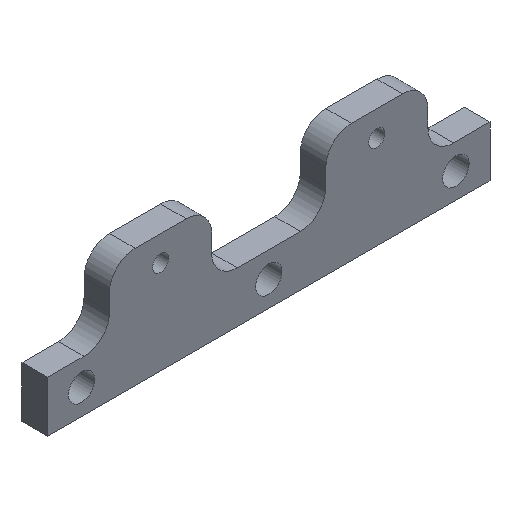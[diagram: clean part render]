
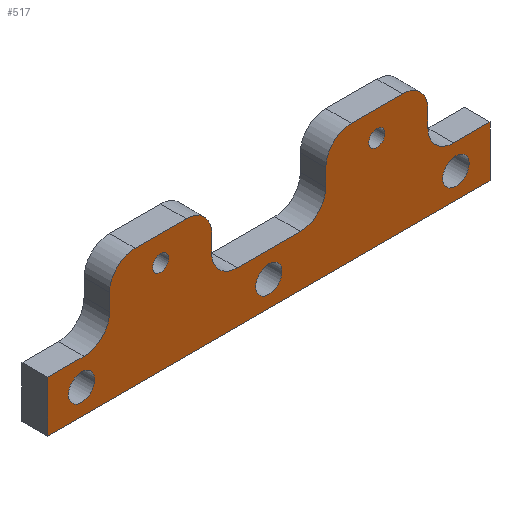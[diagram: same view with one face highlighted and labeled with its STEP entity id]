
A CAD part, isometric view. The second image highlights one B-rep face of the part: STEP entity #517.
In plain terms, the highlighted planar face has unit normal (0, -1, 0).
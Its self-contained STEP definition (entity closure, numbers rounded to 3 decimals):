
#15=FACE_BOUND('',#69,.T.);
#16=FACE_BOUND('',#70,.T.);
#17=FACE_BOUND('',#71,.T.);
#18=FACE_BOUND('',#72,.T.);
#19=FACE_BOUND('',#73,.T.);
#26=PLANE('',#560);
#41=FACE_OUTER_BOUND('',#68,.T.);
#68=EDGE_LOOP('',(#360,#361,#362,#363,#364,#365,#366,#367,#368,#369,#370,
#371,#372,#373,#374,#375,#376,#377,#378,#379));
#69=EDGE_LOOP('',(#380));
#70=EDGE_LOOP('',(#381));
#71=EDGE_LOOP('',(#382));
#72=EDGE_LOOP('',(#383));
#73=EDGE_LOOP('',(#384));
#105=LINE('',#778,#154);
#108=LINE('',#784,#157);
#109=LINE('',#788,#158);
#110=LINE('',#792,#159);
#111=LINE('',#796,#160);
#112=LINE('',#800,#161);
#113=LINE('',#804,#162);
#114=LINE('',#806,#163);
#115=LINE('',#808,#164);
#116=LINE('',#810,#165);
#117=LINE('',#812,#166);
#118=LINE('',#816,#167);
#154=VECTOR('',#621,10.);
#157=VECTOR('',#626,10.);
#158=VECTOR('',#629,10.);
#159=VECTOR('',#632,10.);
#160=VECTOR('',#635,10.);
#161=VECTOR('',#638,10.);
#162=VECTOR('',#641,10.);
#163=VECTOR('',#642,10.);
#164=VECTOR('',#643,10.);
#165=VECTOR('',#644,10.);
#166=VECTOR('',#645,10.);
#167=VECTOR('',#648,10.);
#202=CIRCLE('',#558,3.);
#203=CIRCLE('',#561,3.);
#204=CIRCLE('',#562,3.);
#205=CIRCLE('',#563,3.);
#206=CIRCLE('',#564,3.);
#207=CIRCLE('',#565,3.);
#208=CIRCLE('',#566,3.);
#209=CIRCLE('',#567,3.);
#210=CIRCLE('',#568,1.55);
#211=CIRCLE('',#569,1.55);
#212=CIRCLE('',#570,1.55);
#213=CIRCLE('',#571,0.95);
#214=CIRCLE('',#572,0.95);
#229=VERTEX_POINT('',#771);
#230=VERTEX_POINT('',#773);
#231=VERTEX_POINT('',#777);
#233=VERTEX_POINT('',#783);
#234=VERTEX_POINT('',#785);
#235=VERTEX_POINT('',#787);
#236=VERTEX_POINT('',#789);
#237=VERTEX_POINT('',#791);
#238=VERTEX_POINT('',#793);
#239=VERTEX_POINT('',#795);
#240=VERTEX_POINT('',#797);
#241=VERTEX_POINT('',#799);
#242=VERTEX_POINT('',#801);
#243=VERTEX_POINT('',#803);
#244=VERTEX_POINT('',#805);
#245=VERTEX_POINT('',#807);
#246=VERTEX_POINT('',#809);
#247=VERTEX_POINT('',#811);
#248=VERTEX_POINT('',#813);
#249=VERTEX_POINT('',#815);
#250=VERTEX_POINT('',#818);
#251=VERTEX_POINT('',#820);
#252=VERTEX_POINT('',#822);
#253=VERTEX_POINT('',#824);
#254=VERTEX_POINT('',#826);
#279=EDGE_CURVE('',#229,#230,#202,.T.);
#281=EDGE_CURVE('',#231,#230,#105,.T.);
#284=EDGE_CURVE('',#229,#233,#108,.T.);
#285=EDGE_CURVE('',#234,#233,#203,.T.);
#286=EDGE_CURVE('',#234,#235,#109,.T.);
#287=EDGE_CURVE('',#236,#235,#204,.T.);
#288=EDGE_CURVE('',#237,#236,#110,.T.);
#289=EDGE_CURVE('',#238,#237,#205,.T.);
#290=EDGE_CURVE('',#239,#238,#111,.T.);
#291=EDGE_CURVE('',#240,#239,#206,.T.);
#292=EDGE_CURVE('',#241,#240,#112,.T.);
#293=EDGE_CURVE('',#242,#241,#207,.T.);
#294=EDGE_CURVE('',#242,#243,#113,.T.);
#295=EDGE_CURVE('',#243,#244,#114,.T.);
#296=EDGE_CURVE('',#244,#245,#115,.T.);
#297=EDGE_CURVE('',#245,#246,#116,.T.);
#298=EDGE_CURVE('',#246,#247,#117,.T.);
#299=EDGE_CURVE('',#248,#247,#208,.T.);
#300=EDGE_CURVE('',#248,#249,#118,.T.);
#301=EDGE_CURVE('',#231,#249,#209,.T.);
#302=EDGE_CURVE('',#250,#250,#210,.T.);
#303=EDGE_CURVE('',#251,#251,#211,.T.);
#304=EDGE_CURVE('',#252,#252,#212,.T.);
#305=EDGE_CURVE('',#253,#253,#213,.F.);
#306=EDGE_CURVE('',#254,#254,#214,.F.);
#360=ORIENTED_EDGE('',*,*,#279,.F.);
#361=ORIENTED_EDGE('',*,*,#284,.T.);
#362=ORIENTED_EDGE('',*,*,#285,.F.);
#363=ORIENTED_EDGE('',*,*,#286,.T.);
#364=ORIENTED_EDGE('',*,*,#287,.F.);
#365=ORIENTED_EDGE('',*,*,#288,.F.);
#366=ORIENTED_EDGE('',*,*,#289,.F.);
#367=ORIENTED_EDGE('',*,*,#290,.F.);
#368=ORIENTED_EDGE('',*,*,#291,.F.);
#369=ORIENTED_EDGE('',*,*,#292,.F.);
#370=ORIENTED_EDGE('',*,*,#293,.F.);
#371=ORIENTED_EDGE('',*,*,#294,.T.);
#372=ORIENTED_EDGE('',*,*,#295,.T.);
#373=ORIENTED_EDGE('',*,*,#296,.T.);
#374=ORIENTED_EDGE('',*,*,#297,.T.);
#375=ORIENTED_EDGE('',*,*,#298,.T.);
#376=ORIENTED_EDGE('',*,*,#299,.F.);
#377=ORIENTED_EDGE('',*,*,#300,.T.);
#378=ORIENTED_EDGE('',*,*,#301,.F.);
#379=ORIENTED_EDGE('',*,*,#281,.T.);
#380=ORIENTED_EDGE('',*,*,#302,.T.);
#381=ORIENTED_EDGE('',*,*,#303,.T.);
#382=ORIENTED_EDGE('',*,*,#304,.T.);
#383=ORIENTED_EDGE('',*,*,#305,.F.);
#384=ORIENTED_EDGE('',*,*,#306,.F.);
#517=ADVANCED_FACE('',(#41,#15,#16,#17,#18,#19),#26,.F.);
#558=AXIS2_PLACEMENT_3D('',#774,#616,#617);
#560=AXIS2_PLACEMENT_3D('',#782,#624,#625);
#561=AXIS2_PLACEMENT_3D('',#786,#627,#628);
#562=AXIS2_PLACEMENT_3D('',#790,#630,#631);
#563=AXIS2_PLACEMENT_3D('',#794,#633,#634);
#564=AXIS2_PLACEMENT_3D('',#798,#636,#637);
#565=AXIS2_PLACEMENT_3D('',#802,#639,#640);
#566=AXIS2_PLACEMENT_3D('',#814,#646,#647);
#567=AXIS2_PLACEMENT_3D('',#817,#649,#650);
#568=AXIS2_PLACEMENT_3D('',#819,#651,#652);
#569=AXIS2_PLACEMENT_3D('',#821,#653,#654);
#570=AXIS2_PLACEMENT_3D('',#823,#655,#656);
#571=AXIS2_PLACEMENT_3D('',#825,#657,#658);
#572=AXIS2_PLACEMENT_3D('',#827,#659,#660);
#616=DIRECTION('center_axis',(0.,1.,0.));
#617=DIRECTION('ref_axis',(-0.707,0.,0.707));
#621=DIRECTION('',(-1.,0.,0.));
#624=DIRECTION('center_axis',(0.,1.,0.));
#625=DIRECTION('ref_axis',(-1.,0.,0.));
#626=DIRECTION('',(0.,0.,-1.));
#627=DIRECTION('center_axis',(0.,-1.,0.));
#628=DIRECTION('ref_axis',(0.707,0.,-0.707));
#629=DIRECTION('',(-1.,0.,0.));
#630=DIRECTION('center_axis',(0.,-1.,0.));
#631=DIRECTION('ref_axis',(-0.707,0.,-0.707));
#632=DIRECTION('',(0.,0.,-1.));
#633=DIRECTION('center_axis',(0.,1.,0.));
#634=DIRECTION('ref_axis',(0.707,0.,0.707));
#635=DIRECTION('',(1.,0.,0.));
#636=DIRECTION('center_axis',(0.,1.,0.));
#637=DIRECTION('ref_axis',(-0.707,0.,0.707));
#638=DIRECTION('',(0.,0.,1.));
#639=DIRECTION('center_axis',(0.,-1.,0.));
#640=DIRECTION('ref_axis',(0.707,0.,-0.707));
#641=DIRECTION('',(-1.,0.,0.));
#642=DIRECTION('',(0.,0.,-1.));
#643=DIRECTION('',(1.,0.,0.));
#644=DIRECTION('',(0.,0.,1.));
#645=DIRECTION('',(-1.,0.,0.));
#646=DIRECTION('center_axis',(0.,-1.,0.));
#647=DIRECTION('ref_axis',(-0.707,0.,-0.707));
#648=DIRECTION('',(0.,0.,1.));
#649=DIRECTION('center_axis',(0.,1.,0.));
#650=DIRECTION('ref_axis',(0.707,0.,0.707));
#651=DIRECTION('center_axis',(0.,1.,0.));
#652=DIRECTION('ref_axis',(1.,0.,0.));
#653=DIRECTION('center_axis',(0.,1.,0.));
#654=DIRECTION('ref_axis',(1.,0.,0.));
#655=DIRECTION('center_axis',(0.,1.,0.));
#656=DIRECTION('ref_axis',(1.,0.,0.));
#657=DIRECTION('center_axis',(0.,1.,0.));
#658=DIRECTION('ref_axis',(1.,0.,0.));
#659=DIRECTION('center_axis',(0.,1.,0.));
#660=DIRECTION('ref_axis',(1.,0.,0.));
#771=CARTESIAN_POINT('',(6.707,3.,-30.));
#773=CARTESIAN_POINT('',(9.707,3.,-27.));
#774=CARTESIAN_POINT('Origin',(9.707,3.,-30.));
#777=CARTESIAN_POINT('',(15.707,3.,-27.));
#778=CARTESIAN_POINT('',(18.707,3.,-27.));
#782=CARTESIAN_POINT('Origin',(0.,3.,-34.));
#783=CARTESIAN_POINT('',(6.707,3.,-32.));
#784=CARTESIAN_POINT('',(6.707,3.,-27.));
#785=CARTESIAN_POINT('',(3.707,3.,-35.));
#786=CARTESIAN_POINT('Origin',(3.707,3.,-32.));
#787=CARTESIAN_POINT('',(-3.707,3.,-35.));
#788=CARTESIAN_POINT('',(6.707,3.,-35.));
#789=CARTESIAN_POINT('',(-6.707,3.,-32.));
#790=CARTESIAN_POINT('Origin',(-3.707,3.,-32.));
#791=CARTESIAN_POINT('',(-6.707,3.,-30.));
#792=CARTESIAN_POINT('',(-6.707,3.,-27.));
#793=CARTESIAN_POINT('',(-9.707,3.,-27.));
#794=CARTESIAN_POINT('Origin',(-9.707,3.,-30.));
#795=CARTESIAN_POINT('',(-15.707,3.,-27.));
#796=CARTESIAN_POINT('',(-18.707,3.,-27.));
#797=CARTESIAN_POINT('',(-18.707,3.,-30.));
#798=CARTESIAN_POINT('Origin',(-15.707,3.,-30.));
#799=CARTESIAN_POINT('',(-18.707,3.,-32.));
#800=CARTESIAN_POINT('',(-18.707,3.,-35.));
#801=CARTESIAN_POINT('',(-21.707,3.,-35.));
#802=CARTESIAN_POINT('Origin',(-21.707,3.,-32.));
#803=CARTESIAN_POINT('',(-26.,3.,-35.));
#804=CARTESIAN_POINT('',(-18.707,3.,-35.));
#805=CARTESIAN_POINT('',(-26.,3.,-41.));
#806=CARTESIAN_POINT('',(-26.,3.,-35.));
#807=CARTESIAN_POINT('',(26.,3.,-41.));
#808=CARTESIAN_POINT('',(-26.,3.,-41.));
#809=CARTESIAN_POINT('',(26.,3.,-35.));
#810=CARTESIAN_POINT('',(26.,3.,-41.));
#811=CARTESIAN_POINT('',(21.707,3.,-35.));
#812=CARTESIAN_POINT('',(26.,3.,-35.));
#813=CARTESIAN_POINT('',(18.707,3.,-32.));
#814=CARTESIAN_POINT('Origin',(21.707,3.,-32.));
#815=CARTESIAN_POINT('',(18.707,3.,-30.));
#816=CARTESIAN_POINT('',(18.707,3.,-35.));
#817=CARTESIAN_POINT('Origin',(15.707,3.,-30.));
#818=CARTESIAN_POINT('',(-1.55,3.,-38.));
#819=CARTESIAN_POINT('Origin',(0.,3.,-38.));
#820=CARTESIAN_POINT('',(20.45,3.,-38.));
#821=CARTESIAN_POINT('Origin',(22.,3.,-38.));
#822=CARTESIAN_POINT('',(-23.55,3.,-38.));
#823=CARTESIAN_POINT('Origin',(-22.,3.,-38.));
#824=CARTESIAN_POINT('',(-13.657,3.,-30.));
#825=CARTESIAN_POINT('Origin',(-12.707,3.,-30.));
#826=CARTESIAN_POINT('',(11.757,3.,-30.));
#827=CARTESIAN_POINT('Origin',(12.707,3.,-30.));
